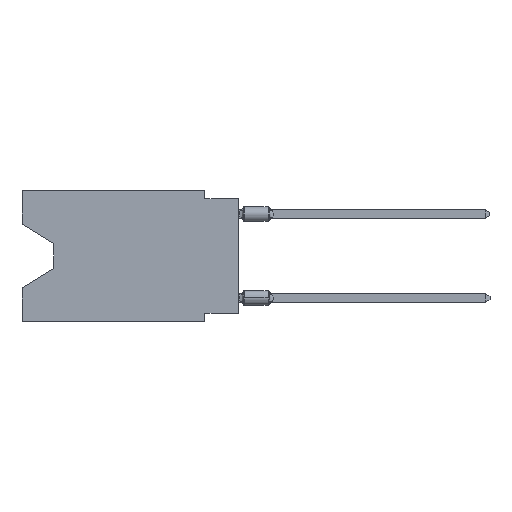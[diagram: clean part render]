
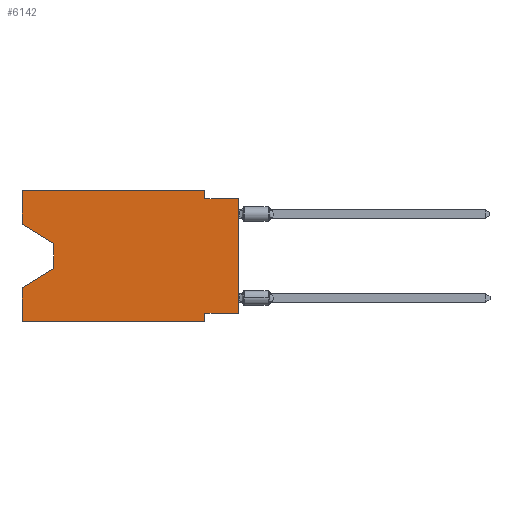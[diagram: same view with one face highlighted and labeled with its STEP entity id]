
A CAD part, left-side view. The second image highlights one B-rep face of the part: STEP entity #6142.
In plain terms, the highlighted planar face has unit normal (-1, 0, 0).
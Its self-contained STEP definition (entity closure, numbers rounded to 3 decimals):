
#7 = CARTESIAN_POINT ( 'NONE',  ( 0., 16.383, 0. ) ) ;
#811 = VECTOR ( 'NONE', #15601, 1000. ) ;
#1290 = VERTEX_POINT ( 'NONE', #10315 ) ;
#1315 = ORIENTED_EDGE ( 'NONE', *, *, #15293, .T. ) ;
#1497 = EDGE_CURVE ( 'NONE', #4779, #16915, #24079, .T. ) ;
#1560 = CARTESIAN_POINT ( 'NONE',  ( 0., 2.54, -0.635 ) ) ;
#2464 = EDGE_CURVE ( 'NONE', #3008, #4779, #25061, .T. ) ;
#2693 = CARTESIAN_POINT ( 'NONE',  ( 0., 16.383, 0. ) ) ;
#3008 = VERTEX_POINT ( 'NONE', #6468 ) ;
#3306 = ORIENTED_EDGE ( 'NONE', *, *, #20680, .T. ) ;
#3395 = ORIENTED_EDGE ( 'NONE', *, *, #19714, .F. ) ;
#3610 = EDGE_CURVE ( 'NONE', #6426, #10662, #18400, .T. ) ;
#3655 = CARTESIAN_POINT ( 'NONE',  ( 0., 16.383, -9.906 ) ) ;
#3852 = LINE ( 'NONE', #8626, #24700 ) ;
#4001 = LINE ( 'NONE', #12324, #13016 ) ;
#4179 = VERTEX_POINT ( 'NONE', #10167 ) ;
#4504 = ORIENTED_EDGE ( 'NONE', *, *, #3610, .F. ) ;
#4560 = EDGE_CURVE ( 'NONE', #1290, #4179, #26652, .T. ) ;
#4779 = VERTEX_POINT ( 'NONE', #11720 ) ;
#5112 = DIRECTION ( 'NONE',  ( 0., 0.855, -0.519 ) ) ;
#5406 = CARTESIAN_POINT ( 'NONE',  ( 0., 16.383, -7.36 ) ) ;
#5476 = FACE_OUTER_BOUND ( 'NONE', #14025, .T. ) ;
#6142 = ADVANCED_FACE ( 'NONE', ( #5476 ), #23916, .F. ) ;
#6159 = DIRECTION ( 'NONE',  ( 0., 0., -1. ) ) ;
#6426 = VERTEX_POINT ( 'NONE', #7 ) ;
#6468 = CARTESIAN_POINT ( 'NONE',  ( 0., 13.97, -4.013 ) ) ;
#6875 = DIRECTION ( 'NONE',  ( 0., 0., 1. ) ) ;
#6918 = VERTEX_POINT ( 'NONE', #1560 ) ;
#7096 = EDGE_CURVE ( 'NONE', #6918, #4179, #14645, .T. ) ;
#7134 = LINE ( 'NONE', #9318, #811 ) ;
#7342 = ORIENTED_EDGE ( 'NONE', *, *, #17367, .F. ) ;
#7605 = LINE ( 'NONE', #26858, #12602 ) ;
#7846 = VERTEX_POINT ( 'NONE', #26191 ) ;
#8189 = EDGE_CURVE ( 'NONE', #19281, #6426, #9607, .T. ) ;
#8626 = CARTESIAN_POINT ( 'NONE',  ( 0., 2.54, -9.906 ) ) ;
#9117 = CARTESIAN_POINT ( 'NONE',  ( 0., 2.54, 0. ) ) ;
#9318 = CARTESIAN_POINT ( 'NONE',  ( 0., 2.54, 0. ) ) ;
#9607 = LINE ( 'NONE', #2693, #15437 ) ;
#9729 = ORIENTED_EDGE ( 'NONE', *, *, #2464, .T. ) ;
#10132 = CARTESIAN_POINT ( 'NONE',  ( 0., 0., 0. ) ) ;
#10167 = CARTESIAN_POINT ( 'NONE',  ( 0., 0., -0.635 ) ) ;
#10315 = CARTESIAN_POINT ( 'NONE',  ( 0., 0., -9.271 ) ) ;
#10662 = VERTEX_POINT ( 'NONE', #9117 ) ;
#10773 = DIRECTION ( 'NONE',  ( 0., -0.855, -0.519 ) ) ;
#11038 = LINE ( 'NONE', #17056, #25922 ) ;
#11102 = VECTOR ( 'NONE', #24748, 1000. ) ;
#11720 = CARTESIAN_POINT ( 'NONE',  ( 0., 13.97, -5.893 ) ) ;
#12227 = DIRECTION ( 'NONE',  ( 0., 0., -1. ) ) ;
#12247 = LINE ( 'NONE', #3655, #16774 ) ;
#12311 = VECTOR ( 'NONE', #5112, 1000. ) ;
#12324 = CARTESIAN_POINT ( 'NONE',  ( 0., 16.383, 0. ) ) ;
#12463 = CARTESIAN_POINT ( 'NONE',  ( 0., 0., -0.635 ) ) ;
#12602 = VECTOR ( 'NONE', #20036, 1000. ) ;
#13016 = VECTOR ( 'NONE', #6875, 1000. ) ;
#14025 = EDGE_LOOP ( 'NONE', ( #3306, #9729, #16628, #7342, #1315, #20268, #3395, #20707, #24442, #21515, #4504, #14979 ) ) ;
#14382 = DIRECTION ( 'NONE',  ( 0., -1., 0. ) ) ;
#14645 = LINE ( 'NONE', #12463, #21499 ) ;
#14979 = ORIENTED_EDGE ( 'NONE', *, *, #8189, .F. ) ;
#15293 = EDGE_CURVE ( 'NONE', #19693, #21683, #12247, .T. ) ;
#15437 = VECTOR ( 'NONE', #15743, 1000. ) ;
#15601 = DIRECTION ( 'NONE',  ( 0., 0., -1. ) ) ;
#15718 = DIRECTION ( 'NONE',  ( 1., 0., 0. ) ) ;
#15743 = DIRECTION ( 'NONE',  ( 0., 0., 1. ) ) ;
#15785 = AXIS2_PLACEMENT_3D ( 'NONE', #21603, #15718, #25957 ) ;
#16377 = CARTESIAN_POINT ( 'NONE',  ( 0., 16.383, -2.546 ) ) ;
#16466 = CARTESIAN_POINT ( 'NONE',  ( 0., 13.97, -4.013 ) ) ;
#16628 = ORIENTED_EDGE ( 'NONE', *, *, #1497, .T. ) ;
#16774 = VECTOR ( 'NONE', #24544, 1000. ) ;
#16915 = VERTEX_POINT ( 'NONE', #5406 ) ;
#17056 = CARTESIAN_POINT ( 'NONE',  ( 0., 16.383, -2.546 ) ) ;
#17367 = EDGE_CURVE ( 'NONE', #19693, #16915, #4001, .T. ) ;
#17668 = CARTESIAN_POINT ( 'NONE',  ( 0., 13.97, -5.893 ) ) ;
#18400 = LINE ( 'NONE', #25224, #20242 ) ;
#18539 = DIRECTION ( 'NONE',  ( 0., -1., 0. ) ) ;
#18688 = EDGE_CURVE ( 'NONE', #10662, #6918, #7134, .T. ) ;
#19281 = VERTEX_POINT ( 'NONE', #16377 ) ;
#19693 = VERTEX_POINT ( 'NONE', #22350 ) ;
#19714 = EDGE_CURVE ( 'NONE', #1290, #7846, #7605, .T. ) ;
#20036 = DIRECTION ( 'NONE',  ( 0., 1., 0. ) ) ;
#20242 = VECTOR ( 'NONE', #18539, 1000. ) ;
#20268 = ORIENTED_EDGE ( 'NONE', *, *, #23826, .F. ) ;
#20680 = EDGE_CURVE ( 'NONE', #19281, #3008, #11038, .T. ) ;
#20707 = ORIENTED_EDGE ( 'NONE', *, *, #4560, .T. ) ;
#21499 = VECTOR ( 'NONE', #14382, 1000. ) ;
#21515 = ORIENTED_EDGE ( 'NONE', *, *, #18688, .F. ) ;
#21603 = CARTESIAN_POINT ( 'NONE',  ( 0., 16.383, 0. ) ) ;
#21683 = VERTEX_POINT ( 'NONE', #23988 ) ;
#22350 = CARTESIAN_POINT ( 'NONE',  ( 0., 16.383, -9.906 ) ) ;
#23826 = EDGE_CURVE ( 'NONE', #7846, #21683, #3852, .T. ) ;
#23916 = PLANE ( 'NONE',  #15785 ) ;
#23988 = CARTESIAN_POINT ( 'NONE',  ( 0., 2.54, -9.906 ) ) ;
#24079 = LINE ( 'NONE', #17668, #12311 ) ;
#24442 = ORIENTED_EDGE ( 'NONE', *, *, #7096, .F. ) ;
#24544 = DIRECTION ( 'NONE',  ( 0., -1., 0. ) ) ;
#24558 = VECTOR ( 'NONE', #12227, 1000. ) ;
#24700 = VECTOR ( 'NONE', #6159, 1000. ) ;
#24748 = DIRECTION ( 'NONE',  ( 0., 0., 1. ) ) ;
#25061 = LINE ( 'NONE', #16466, #24558 ) ;
#25224 = CARTESIAN_POINT ( 'NONE',  ( 0., 16.383, 0. ) ) ;
#25922 = VECTOR ( 'NONE', #10773, 1000. ) ;
#25957 = DIRECTION ( 'NONE',  ( 0., 0., -1. ) ) ;
#26191 = CARTESIAN_POINT ( 'NONE',  ( 0., 2.54, -9.271 ) ) ;
#26652 = LINE ( 'NONE', #10132, #11102 ) ;
#26858 = CARTESIAN_POINT ( 'NONE',  ( 0., 0., -9.271 ) ) ;
